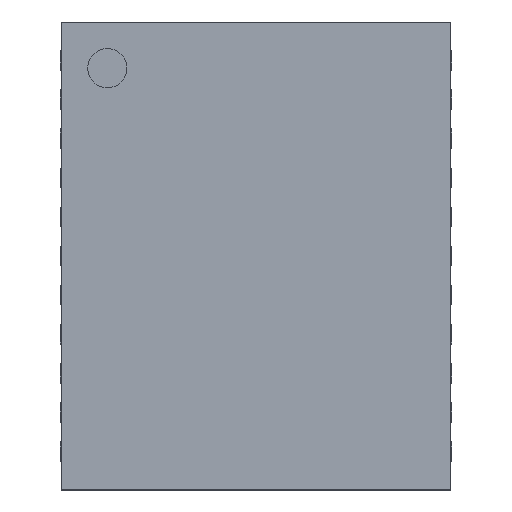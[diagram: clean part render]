
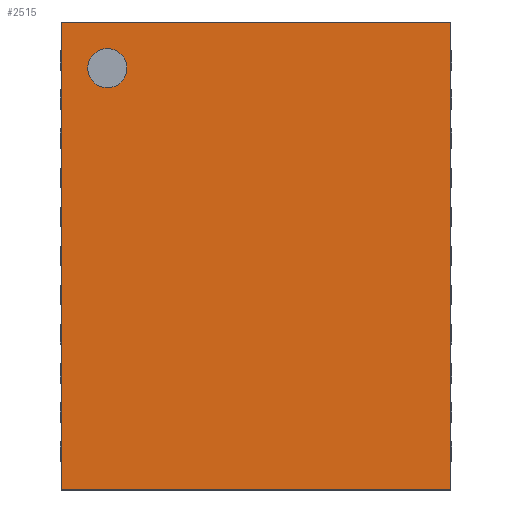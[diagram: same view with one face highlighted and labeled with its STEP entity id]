
A CAD part, top view. The second image highlights one B-rep face of the part: STEP entity #2515.
In plain terms, the highlighted planar face has unit normal (0, 0, 1).
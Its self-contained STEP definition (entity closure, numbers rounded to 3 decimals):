
#12=DIRECTION('',(0.,0.,1.));
#95=DIRECTION('',(0.,0.,-1.));
#152=VECTOR('',#153,1.);
#153=DIRECTION('',(0.,-1.,0.));
#159=VECTOR('',#160,1.);
#160=DIRECTION('',(1.,0.,0.));
#703=VERTEX_POINT('',#704);
#704=CARTESIAN_POINT('',(-2.49,2.99,0.92));
#706=ORIENTED_EDGE('',*,*,#707,.T.);
#707=EDGE_CURVE('',#703,#708,#710,.T.);
#708=VERTEX_POINT('',#709);
#709=CARTESIAN_POINT('',(-2.49,-2.99,0.92));
#710=LINE('',#704,#152);
#907=VERTEX_POINT('',#908);
#908=CARTESIAN_POINT('',(2.49,2.99,0.92));
#911=EDGE_CURVE('',#907,#912,#914,.T.);
#912=VERTEX_POINT('',#913);
#913=CARTESIAN_POINT('',(2.49,-2.99,0.92));
#914=LINE('',#908,#152);
#1101=ORIENTED_EDGE('',*,*,#1102,.F.);
#1102=EDGE_CURVE('',#703,#907,#1103,.T.);
#1103=LINE('',#704,#159);
#2435=EDGE_CURVE('',#708,#912,#2436,.T.);
#2436=LINE('',#709,#159);
#2515=ADVANCED_FACE('',(#2516,#2520),#2529,.T.);
#2516=FACE_BOUND('',#2517,.T.);
#2517=EDGE_LOOP('',(#1101,#706,#2518,#2519));
#2518=ORIENTED_EDGE('',*,*,#2435,.T.);
#2519=ORIENTED_EDGE('',*,*,#911,.F.);
#2520=FACE_BOUND('',#2521,.T.);
#2521=EDGE_LOOP('',(#2522));
#2522=ORIENTED_EDGE('',*,*,#2523,.T.);
#2523=EDGE_CURVE('',#2524,#2524,#2526,.T.);
#2524=VERTEX_POINT('',#2525);
#2525=CARTESIAN_POINT('',(-1.9,2.15,0.92));
#2526=CIRCLE('',#2527,0.25);
#2527=AXIS2_PLACEMENT_3D('',#2528,#95,#153);
#2528=CARTESIAN_POINT('',(-1.9,2.4,0.92));
#2529=PLANE('',#2530);
#2530=AXIS2_PLACEMENT_3D('',#704,#12,#153);
